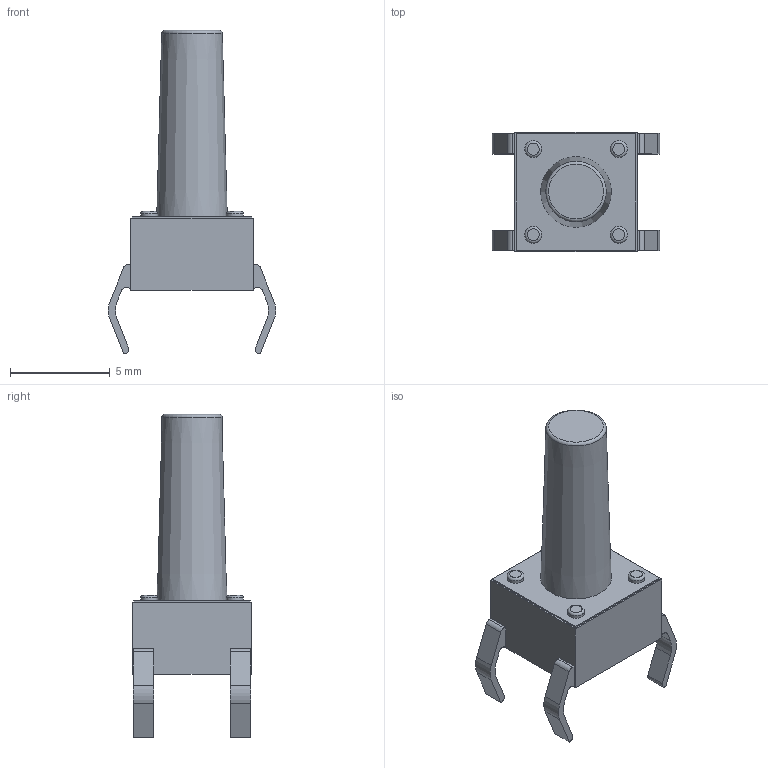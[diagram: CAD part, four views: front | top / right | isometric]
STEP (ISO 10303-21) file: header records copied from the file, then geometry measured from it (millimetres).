
FILE_DESCRIPTION(/* description */ ('Unknown'),/* implementation_level */ '2;1');
FILE_NAME(/* name */ 'Tactal Switch -THru (6mmx 6mmx13mm)',/* time_stamp */ '2018-10-30T09:41:17-04:00',/* author */ ('Unknown'),/* organization */ ('Unknown'),/* preprocessor_version */ 'ST-DEVELOPER v16.7',/* originating_system */ 'DEX',/* authorisation */ $);
FILE_SCHEMA (('AUTOMOTIVE_DESIGN {1 0 10303 214 3 1 1}'));
Length unit declared in the file: millimetre
Products named in the file (1): Tactal Switch -THru (6mmx 6mmx4.3mm)
Bounding box: 8.37 x 5.99 x 16.18 mm (x, y, z)
Volume: 221 mm3; surface area: 318.4 mm2
Topology: 1 solids, 21 shells, 250 faces, 597 edges, 395 vertices
Faces by surface type: plane 181, bspline 39, cylinder 24, torus 5, cone 1
Full cylindrical faces by diameter (mm): 0.848 x4
Entity records: 10158 total; most frequent: CARTESIAN_POINT 3246, ORIENTED_EDGE 1158, DIRECTION 794, EDGE_CURVE 579, VERTEX_POINT 391, EDGE_LOOP 282, FACE_BOUND 282, AXIS2_PLACEMENT_3D 267
